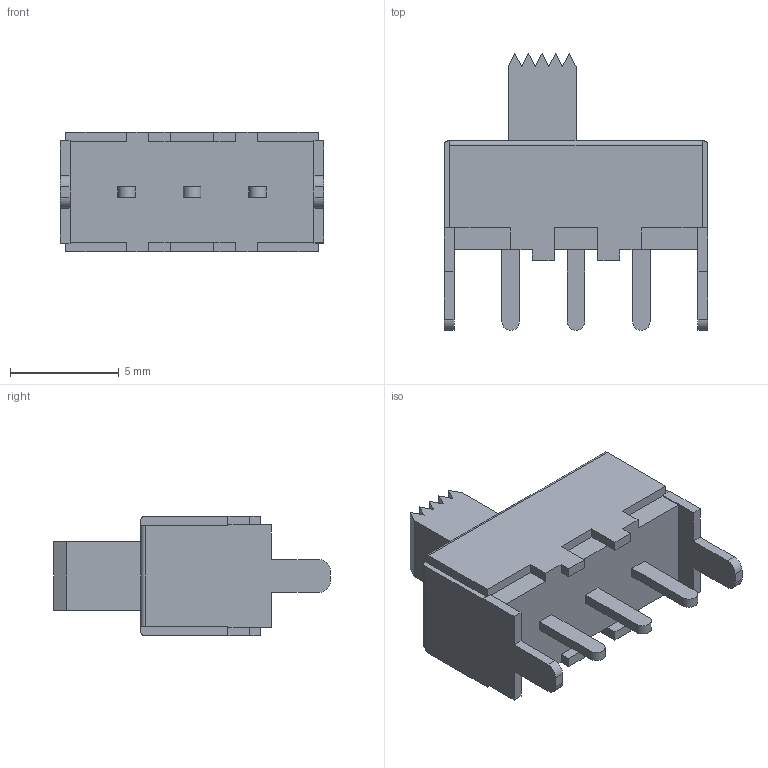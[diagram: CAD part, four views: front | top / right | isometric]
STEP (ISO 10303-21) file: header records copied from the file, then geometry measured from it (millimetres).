
FILE_DESCRIPTION(('HOOPS Exchange Step'),'2;1');
FILE_NAME('f92e508d7afe0bd91209464267c9eea920220324-1-nsabv7.sldprt.step','2022-03-24T21:51:28+00:00',('root'),('Unknown organisation'),'HOOPS Exchange 2021.0','HOOPS Exchange','Unknown authorisation');
FILE_SCHEMA( ('AUTOMOTIVE_DESIGN { 1 0 10303 214 1 1 1 1 }') );
Length unit declared in the file: millimetre
Products named in the file (2): 默认; f92e508d7afe0bd91209464267c9eea920220324-1-nsabv7
Assembly tree (1 placements, depth 2):
  f92e508d7afe0bd91209464267c9eea920220324-1-nsabv7
    默认
Bounding box: 12.1 x 12.7 x 5.5 mm (x, y, z)
Volume: 368.1 mm3; surface area: 443 mm2
Topology: 1 solids, 1 shells, 109 faces, 299 edges, 196 vertices
Faces by surface type: plane 98, cylinder 11
Entity records: 3478 total; most frequent: CARTESIAN_POINT 607, ORIENTED_EDGE 598, DIRECTION 545, EDGE_CURVE 299, VECTOR 277, LINE 277, VERTEX_POINT 196, AXIS2_PLACEMENT_3D 134
